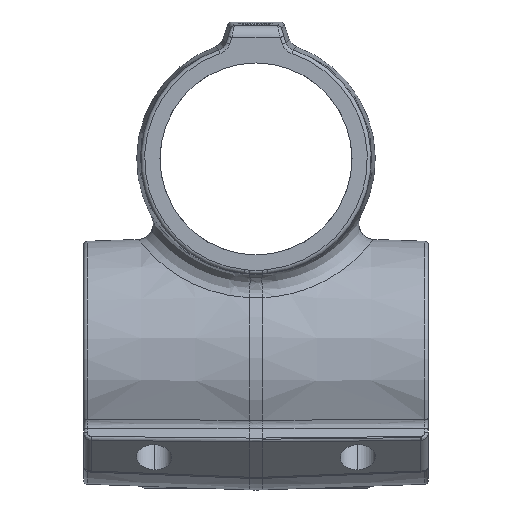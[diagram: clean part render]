
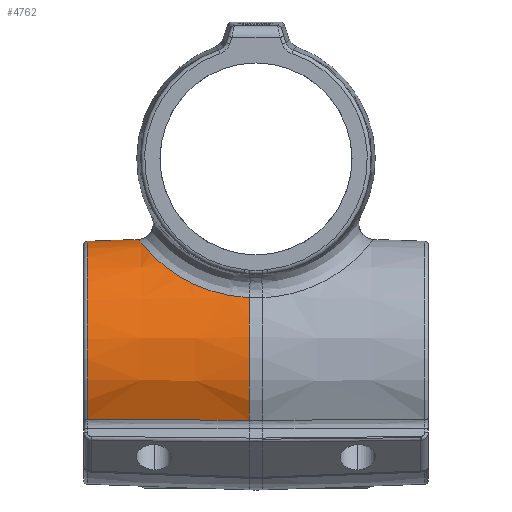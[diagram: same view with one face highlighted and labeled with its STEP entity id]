
A CAD part, left-side view. The second image highlights one B-rep face of the part: STEP entity #4762.
In plain terms, the highlighted conical face has half-angle 2 degrees and reference radius 32.5 mm.
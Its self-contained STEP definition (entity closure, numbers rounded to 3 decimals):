
#144 = VERTEX_POINT ( 'NONE', #8828 ) ;
#160 = CARTESIAN_POINT ( 'NONE',  ( -11.813, 28.069, 29.236 ) ) ;
#247 = CARTESIAN_POINT ( 'NONE',  ( -18.012, 24.89, 26.005 ) ) ;
#408 = B_SPLINE_CURVE_WITH_KNOTS ( 'NONE', 3,
 ( #4511, #8800, #5899, #4538 ),
 .UNSPECIFIED., .F., .F.,
 ( 4, 4 ),
 ( 0., 0.002 ),
 .UNSPECIFIED. ) ;
#459 = ORIENTED_EDGE ( 'NONE', *, *, #4830, .T. ) ;
#861 = CARTESIAN_POINT ( 'NONE',  ( -20.562, 22.676, 24.148 ) ) ;
#921 = CARTESIAN_POINT ( 'NONE',  ( -5.498, 29.599, 30.997 ) ) ;
#1012 = ORIENTED_EDGE ( 'NONE', *, *, #2487, .T. ) ;
#1127 = CARTESIAN_POINT ( 'NONE',  ( 0., 30.095, 31.449 ) ) ;
#1386 = CARTESIAN_POINT ( 'NONE',  ( -26.088, 12.437, 18.646 ) ) ;
#1496 = VERTEX_POINT ( 'NONE', #5310 ) ;
#1508 = CARTESIAN_POINT ( 'NONE',  ( -26.875, 9.284, 17.695 ) ) ;
#1618 = CARTESIAN_POINT ( 'NONE',  ( -28.482, 14.021, -14.609 ) ) ;
#1663 = CARTESIAN_POINT ( 'NONE',  ( -8.264, 29.071, 30.396 ) ) ;
#1674 = CARTESIAN_POINT ( 'NONE',  ( -1.672, 30.031, 31.407 ) ) ;
#1676 = AXIS2_PLACEMENT_3D ( 'NONE', #5611, #2105, #8360 ) ;
#1761 = B_SPLINE_CURVE_WITH_KNOTS ( 'NONE', 3,
 ( #5912, #5165, #6549, #3813, #8658, #3140, #1618, #4431, #7317, #8755 ),
 .UNSPECIFIED., .F., .F.,
 ( 4, 3, 3, 4 ),
 ( 0.001, 0.006, 0.03, 0.042 ),
 .UNSPECIFIED. ) ;
#2105 = DIRECTION ( 'NONE',  ( 0., -1., 0. ) ) ;
#2160 = DIRECTION ( 'NONE',  ( 0., 1., 0. ) ) ;
#2247 = DIRECTION ( 'NONE',  ( 0., -1., 0. ) ) ;
#2277 = DIRECTION ( 'NONE',  ( 0., 0., 1. ) ) ;
#2296 = CARTESIAN_POINT ( 'NONE',  ( -14.328, 27.108, 28.172 ) ) ;
#2328 = CARTESIAN_POINT ( 'NONE',  ( -19.018, 24.102, 25.312 ) ) ;
#2391 = CARTESIAN_POINT ( 'NONE',  ( -22.181, 20.745, 22.762 ) ) ;
#2392 = VERTEX_POINT ( 'NONE', #2497 ) ;
#2487 = EDGE_CURVE ( 'NONE', #144, #6989, #6036, .T. ) ;
#2497 = CARTESIAN_POINT ( 'NONE',  ( -27.408, 43.035, -14.478 ) ) ;
#2650 = LINE ( 'NONE', #6936, #4751 ) ;
#2812 = DIRECTION ( 'NONE',  ( 0., 0., -1. ) ) ;
#2949 = CARTESIAN_POINT ( 'NONE',  ( -27.871, 1.745, 16.598 ) ) ;
#2976 = CARTESIAN_POINT ( 'NONE',  ( -17.662, 25.14, 26.233 ) ) ;
#3032 = CARTESIAN_POINT ( 'NONE',  ( -27.871, 1.745, 16.598 ) ) ;
#3140 = CARTESIAN_POINT ( 'NONE',  ( -28.186, 22.015, -14.574 ) ) ;
#3147 = ORIENTED_EDGE ( 'NONE', *, *, #3896, .T. ) ;
#3536 = CARTESIAN_POINT ( 'NONE',  ( 0., 1.745, 0. ) ) ;
#3541 = DIRECTION ( 'NONE',  ( 0., -0.999, 0.035 ) ) ;
#3637 = CARTESIAN_POINT ( 'NONE',  ( -26.45, 11.101, 18.21 ) ) ;
#3732 = CARTESIAN_POINT ( 'NONE',  ( -24.779, 16.26, 20.174 ) ) ;
#3764 = CARTESIAN_POINT ( 'NONE',  ( -23.779, 18.19, 21.213 ) ) ;
#3813 = CARTESIAN_POINT ( 'NONE',  ( -27.595, 38.004, -14.501 ) ) ;
#3896 = EDGE_CURVE ( 'NONE', #6989, #5567, #7476, .T. ) ;
#4326 = EDGE_CURVE ( 'NONE', #2392, #144, #1761, .T. ) ;
#4431 = CARTESIAN_POINT ( 'NONE',  ( -28.633, 9.929, -14.627 ) ) ;
#4480 = CARTESIAN_POINT ( 'NONE',  ( -21.668, 21.414, 23.222 ) ) ;
#4505 = CARTESIAN_POINT ( 'NONE',  ( -6.43, 29.443, 30.822 ) ) ;
#4511 = CARTESIAN_POINT ( 'NONE',  ( -1.672, 30.031, 31.407 ) ) ;
#4538 = CARTESIAN_POINT ( 'NONE',  ( 0., 30.095, 31.449 ) ) ;
#4751 = VECTOR ( 'NONE', #3541, 1000. ) ;
#4762 = ADVANCED_FACE ( 'NONE', ( #8200 ), #4777, .T. ) ;
#4777 = CONICAL_SURFACE ( 'NONE', #7606, 32.5, 0.035 ) ;
#4830 = EDGE_CURVE ( 'NONE', #5567, #7233, #408, .T. ) ;
#4862 = ORIENTED_EDGE ( 'NONE', *, *, #7536, .F. ) ;
#4907 = EDGE_LOOP ( 'NONE', ( #4862, #5658, #4978, #1012, #3147, #459 ) ) ;
#4956 = AXIS2_PLACEMENT_3D ( 'NONE', #3536, #2160, #2812 ) ;
#4978 = ORIENTED_EDGE ( 'NONE', *, *, #4326, .T. ) ;
#5081 = CARTESIAN_POINT ( 'NONE',  ( -1.672, 30.031, 31.407 ) ) ;
#5165 = CARTESIAN_POINT ( 'NONE',  ( -27.47, 41.358, -14.486 ) ) ;
#5310 = CARTESIAN_POINT ( 'NONE',  ( 0., 43.035, 30.997 ) ) ;
#5567 = VERTEX_POINT ( 'NONE', #1674 ) ;
#5611 = CARTESIAN_POINT ( 'NONE',  ( 0., 43.035, 0. ) ) ;
#5658 = ORIENTED_EDGE ( 'NONE', *, *, #7549, .T. ) ;
#5733 = CARTESIAN_POINT ( 'NONE',  ( -27.523, 5.576, 16.921 ) ) ;
#5824 = CARTESIAN_POINT ( 'NONE',  ( -23.128, 19.316, 21.864 ) ) ;
#5899 = CARTESIAN_POINT ( 'NONE',  ( -0.557, 30.095, 31.449 ) ) ;
#5912 = CARTESIAN_POINT ( 'NONE',  ( -27.408, 43.035, -14.478 ) ) ;
#6036 = CIRCLE ( 'NONE', #4956, 32.439 ) ;
#6329 = CARTESIAN_POINT ( 'NONE',  ( -25.424, 14.614, 19.433 ) ) ;
#6456 = CARTESIAN_POINT ( 'NONE',  ( 0., 0., 0. ) ) ;
#6523 = CARTESIAN_POINT ( 'NONE',  ( -19.97, 23.268, 24.615 ) ) ;
#6549 = CARTESIAN_POINT ( 'NONE',  ( -27.533, 39.681, -14.493 ) ) ;
#6587 = CARTESIAN_POINT ( 'NONE',  ( -18.69, 24.371, 25.544 ) ) ;
#6719 = CIRCLE ( 'NONE', #1676, 30.997 ) ;
#6936 = CARTESIAN_POINT ( 'NONE',  ( 0., 0., 32.5 ) ) ;
#6989 = VERTEX_POINT ( 'NONE', #3032 ) ;
#7006 = CARTESIAN_POINT ( 'NONE',  ( -27.056, 8.364, 17.476 ) ) ;
#7178 = CARTESIAN_POINT ( 'NONE',  ( -3.605, 29.856, 31.265 ) ) ;
#7209 = CARTESIAN_POINT ( 'NONE',  ( -2.64, 29.957, 31.358 ) ) ;
#7233 = VERTEX_POINT ( 'NONE', #1127 ) ;
#7238 = CARTESIAN_POINT ( 'NONE',  ( -23.569, 18.57, 21.427 ) ) ;
#7317 = CARTESIAN_POINT ( 'NONE',  ( -28.785, 5.837, -14.645 ) ) ;
#7476 = B_SPLINE_CURVE_WITH_KNOTS ( 'NONE', 3,
 ( #2949, #7824, #5733, #7006, #1508, #7857, #3637, #8582, #1386, #6329, #3732, #3764, #7238, #5824, #8704, #2391, #4480, #861, #6523, #2328, #6587, #247, #2976, #8732, #2296, #160, #8673, #8607, #1663, #4505, #921, #7178, #7209, #5081 ),
 .UNSPECIFIED., .F., .F.,
 ( 4, 2, 2, 2, 2, 2, 2, 2, 2, 2, 2, 2, 2, 2, 2, 2, 4 ),
 ( 0., 0.006, 0.009, 0.01, 0.012, 0.017, 0.019, 0.02, 0.023, 0.026, 0.027, 0.029, 0.035, 0.037, 0.04, 0.043, 0.046 ),
 .UNSPECIFIED. ) ;
#7536 = EDGE_CURVE ( 'NONE', #1496, #7233, #2650, .T. ) ;
#7549 = EDGE_CURVE ( 'NONE', #1496, #2392, #6719, .T. ) ;
#7606 = AXIS2_PLACEMENT_3D ( 'NONE', #6456, #2247, #2277 ) ;
#7824 = CARTESIAN_POINT ( 'NONE',  ( -27.739, 3.679, 16.688 ) ) ;
#7857 = CARTESIAN_POINT ( 'NONE',  ( -26.562, 10.648, 18.075 ) ) ;
#8200 = FACE_OUTER_BOUND ( 'NONE', #4907, .T. ) ;
#8360 = DIRECTION ( 'NONE',  ( 0., 0., -1. ) ) ;
#8582 = CARTESIAN_POINT ( 'NONE',  ( -26.213, 11.996, 18.496 ) ) ;
#8607 = CARTESIAN_POINT ( 'NONE',  ( -9.166, 28.856, 30.143 ) ) ;
#8658 = CARTESIAN_POINT ( 'NONE',  ( -27.891, 30.01, -14.538 ) ) ;
#8673 = CARTESIAN_POINT ( 'NONE',  ( -10.939, 28.355, 29.565 ) ) ;
#8704 = CARTESIAN_POINT ( 'NONE',  ( -22.898, 19.681, 22.087 ) ) ;
#8732 = CARTESIAN_POINT ( 'NONE',  ( -15.879, 26.331, 27.35 ) ) ;
#8755 = CARTESIAN_POINT ( 'NONE',  ( -28.936, 1.745, -14.663 ) ) ;
#8800 = CARTESIAN_POINT ( 'NONE',  ( -1.115, 30.074, 31.435 ) ) ;
#8828 = CARTESIAN_POINT ( 'NONE',  ( -28.936, 1.745, -14.663 ) ) ;
